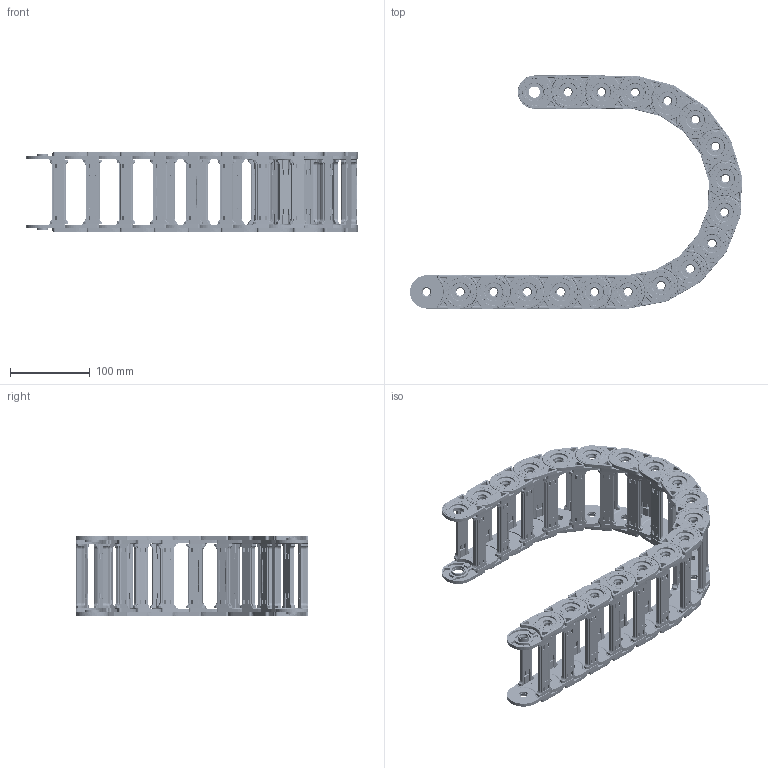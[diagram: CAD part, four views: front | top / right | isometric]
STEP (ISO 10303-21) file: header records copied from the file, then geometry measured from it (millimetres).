
FILE_DESCRIPTION (( 'STEP AP214' ), '1' );
FILE_NAME ('CK25-A080-R125.STEP', '2019-09-09T12:39:28', ( '' ), ( '' ), 'SwSTEP 2.0', 'SolidWorks 2017', '' );
FILE_SCHEMA (( 'AUTOMOTIVE_DESIGN' ));
Length unit declared in the file: millimetre
Products named in the file (2): CK25-A080-R125; CK25-A80
Assembly tree (18 placements, depth 2):
  CK25-A080-R125
    CK25-A80  x18
Bounding box: 415.29 x 291.4 x 100.95 mm (x, y, z)
Volume: 252293 mm3; surface area: 558832.8 mm2
Topology: 36 solids, 72 shells, 16740 faces, 41472 edges, 25092 vertices
Faces by surface type: cylinder 6444, plane 5616, bspline 1980, torus 1908, sphere 720, cone 72
Entity records: 36677 total; most frequent: CARTESIAN_POINT 15235, ORIENTED_EDGE 4536, DIRECTION 4368, EDGE_CURVE 2268, AXIS2_PLACEMENT_3D 1629, VERTEX_POINT 1390, LINE 1110, VECTOR 1110
